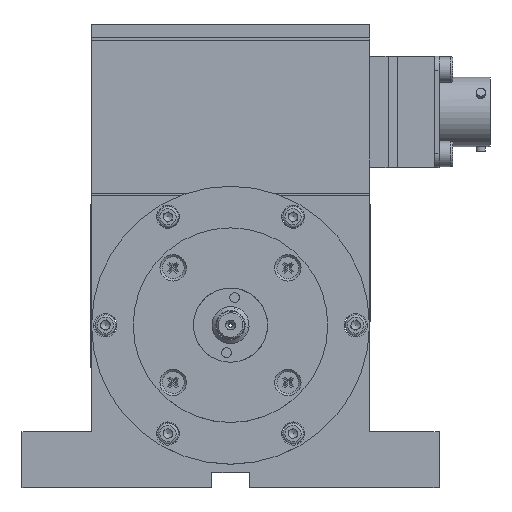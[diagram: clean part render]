
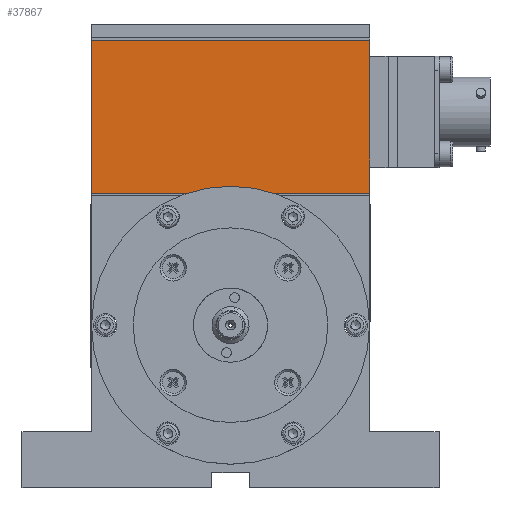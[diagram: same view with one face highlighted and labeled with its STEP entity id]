
A CAD part, top view. The second image highlights one B-rep face of the part: STEP entity #37867.
In plain terms, the highlighted planar face has unit normal (0, 0, 1).
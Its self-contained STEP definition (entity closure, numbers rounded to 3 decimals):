
#314 = DIRECTION ( 'NONE',  ( 0., -1., 0. ) ) ;
#431 = CARTESIAN_POINT ( 'NONE',  ( -30., 63.5, 0. ) ) ;
#571 = FACE_OUTER_BOUND ( 'NONE', #22125, .T. ) ;
#576 = DIRECTION ( 'NONE',  ( 1., 0., 0. ) ) ;
#3664 = LINE ( 'NONE', #40428, #15515 ) ;
#5419 = DIRECTION ( 'NONE',  ( 0., 1., 0. ) ) ;
#7753 = EDGE_CURVE ( 'NONE', #10121, #13542, #25359, .T. ) ;
#10121 = VERTEX_POINT ( 'NONE', #54781 ) ;
#11802 = VERTEX_POINT ( 'NONE', #431 ) ;
#12615 = VECTOR ( 'NONE', #15909, 1000. ) ;
#13542 = VERTEX_POINT ( 'NONE', #16482 ) ;
#14431 = VERTEX_POINT ( 'NONE', #45759 ) ;
#15515 = VECTOR ( 'NONE', #576, 1000. ) ;
#15909 = DIRECTION ( 'NONE',  ( 1., 0., 0. ) ) ;
#16482 = CARTESIAN_POINT ( 'NONE',  ( 30., 63.5, 0. ) ) ;
#19591 = AXIS2_PLACEMENT_3D ( 'NONE', #53883, #31965, #5419 ) ;
#22125 = EDGE_LOOP ( 'NONE', ( #46820, #55501, #52461, #56598 ) ) ;
#25202 = VECTOR ( 'NONE', #49114, 1000. ) ;
#25359 = LINE ( 'NONE', #48626, #25202 ) ;
#28842 = EDGE_CURVE ( 'NONE', #14431, #11802, #54508, .T. ) ;
#31965 = DIRECTION ( 'NONE',  ( 0., 0., -1. ) ) ;
#33716 = CARTESIAN_POINT ( 'NONE',  ( -30., 96.5, 0. ) ) ;
#37867 = ADVANCED_FACE ( 'NONE', ( #571 ), #49548, .F. ) ;
#40428 = CARTESIAN_POINT ( 'NONE',  ( -30., 63.5, 0. ) ) ;
#45759 = CARTESIAN_POINT ( 'NONE',  ( -30., 96.5, 0. ) ) ;
#46820 = ORIENTED_EDGE ( 'NONE', *, *, #57211, .T. ) ;
#48626 = CARTESIAN_POINT ( 'NONE',  ( 30., 96.5, 0. ) ) ;
#49021 = CARTESIAN_POINT ( 'NONE',  ( -30., 96.5, 0. ) ) ;
#49114 = DIRECTION ( 'NONE',  ( 0., -1., 0. ) ) ;
#49256 = LINE ( 'NONE', #33716, #12615 ) ;
#49548 = PLANE ( 'NONE',  #19591 ) ;
#52461 = ORIENTED_EDGE ( 'NONE', *, *, #54343, .F. ) ;
#53883 = CARTESIAN_POINT ( 'NONE',  ( -30., 96.5, 0. ) ) ;
#54343 = EDGE_CURVE ( 'NONE', #14431, #10121, #49256, .T. ) ;
#54508 = LINE ( 'NONE', #49021, #54547 ) ;
#54547 = VECTOR ( 'NONE', #314, 1000. ) ;
#54781 = CARTESIAN_POINT ( 'NONE',  ( 30., 96.5, 0. ) ) ;
#55501 = ORIENTED_EDGE ( 'NONE', *, *, #7753, .F. ) ;
#56598 = ORIENTED_EDGE ( 'NONE', *, *, #28842, .T. ) ;
#57211 = EDGE_CURVE ( 'NONE', #11802, #13542, #3664, .T. ) ;
